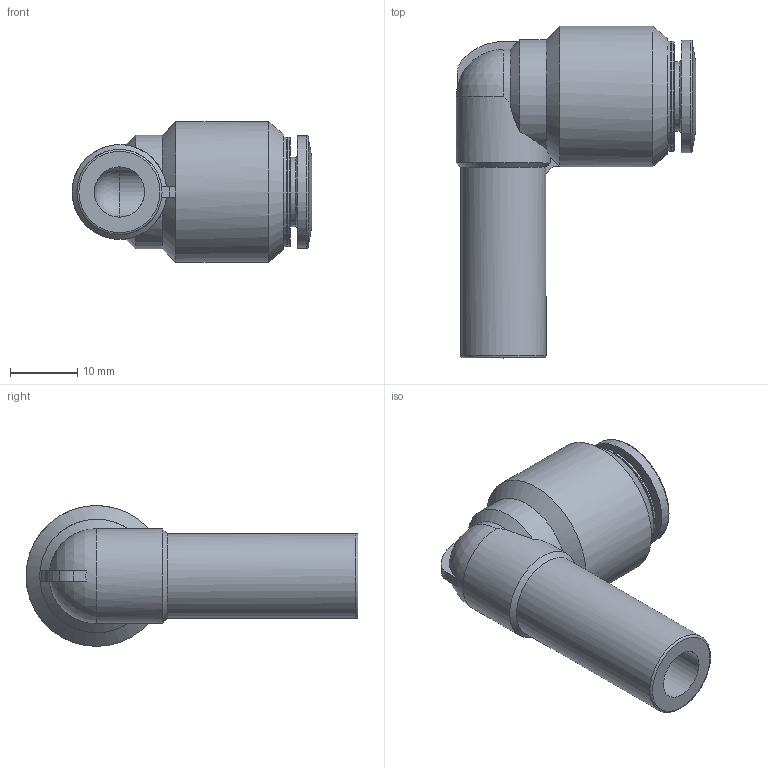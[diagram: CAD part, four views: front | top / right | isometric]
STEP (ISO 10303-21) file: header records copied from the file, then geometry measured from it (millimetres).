
FILE_DESCRIPTION(/* description */ ('STEP AP214'),/* implementation_level */ '2;1');
FILE_NAME(/* name */ '190633_QSL-1_2H-3_8-U',/* time_stamp */ '2024-09-14T08:28:53+02:00',/* author */ ('License CC BY-ND 4.0'),/* organization */ ('CADENAS'),/* preprocessor_version */ 'ST-DEVELOPER v19.3',/* originating_system */ 'PARTsolutions',/* authorisation */ ' ');
FILE_SCHEMA (('AUTOMOTIVE_DESIGN {1 0 10303 214 3 1 1}'));
Length unit declared in the file: millimetre
Products named in the file (1): 190633 QSL-1/2H-3/8-U
Bounding box: 35.76 x 49.5 x 21 mm (x, y, z)
Volume: 9622.9 mm3; surface area: 5579.6 mm2
Topology: 1 solids, 1 shells, 44 faces, 103 edges, 63 vertices
Faces by surface type: cylinder 15, plane 15, cone 8, torus 4, sphere 2
Full cylindrical faces by diameter (mm): 7.5 x2, 9.525 x1, 10.325 x1, 12.7 x1, 16.4 x2, 16.8 x1, 21 x1
Entity records: 1489 total; most frequent: CARTESIAN_POINT 229, DIRECTION 204, ORIENTED_EDGE 162, AXIS2_PLACEMENT_3D 91, EDGE_CURVE 81, EDGE_LOOP 67, FACE_BOUND 67, VERTEX_POINT 60
